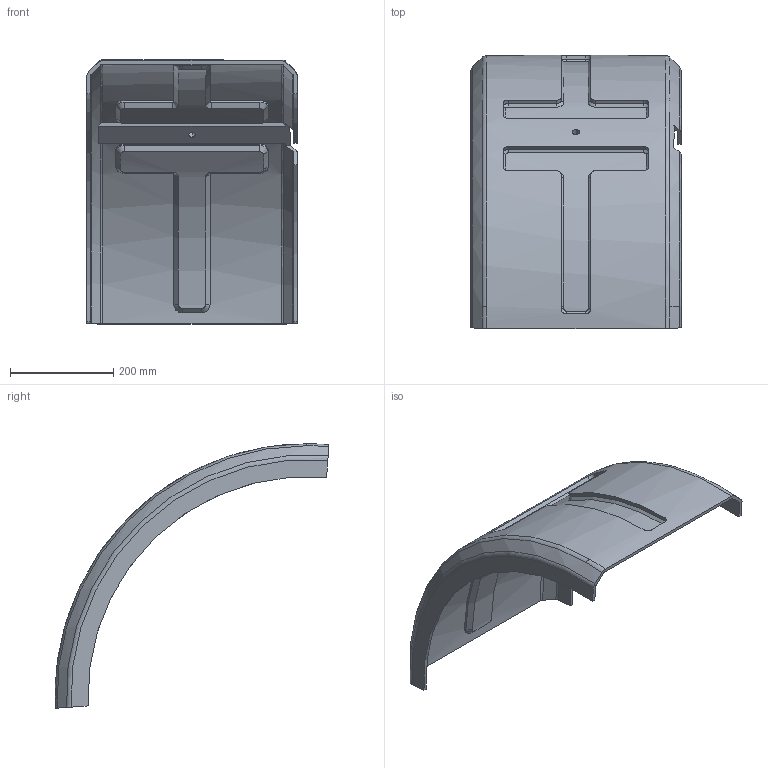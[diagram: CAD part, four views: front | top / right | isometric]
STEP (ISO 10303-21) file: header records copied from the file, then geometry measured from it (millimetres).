
FILE_DESCRIPTION (( 'STEP AP203' ), '1' );
FILE_NAME ('RFFender_Primary.STEP', '2023-07-27T05:57:07', ( '' ), ( '' ), 'SwSTEP 2.0', 'SolidWorks 2021', '' );
FILE_SCHEMA (( 'CONFIG_CONTROL_DESIGN' ));
Length unit declared in the file: centimetre
Products named in the file (3): RFFender_Primary; Part 4-6; Front Chassis _1_
Assembly tree (2 placements, depth 3):
  RFFender_Primary
    Front Chassis _1_
      Part 4-6
Bounding box: 406.4 x 529.26 x 511.12 mm (x, y, z)
Volume: 2752708.3 mm3; surface area: 849127.9 mm2
Topology: 1 solids, 1 shells, 176 faces, 446 edges, 276 vertices
Faces by surface type: bspline 64, plane 61, cone 27, torus 14, cylinder 10
Entity records: 29877 total; most frequent: CARTESIAN_POINT 26008, ORIENTED_EDGE 892, DIRECTION 506, EDGE_CURVE 446, VERTEX_POINT 276, B_SPLINE_CURVE_WITH_KNOTS 270, AXIS2_PLACEMENT_3D 212, EDGE_LOOP 182
